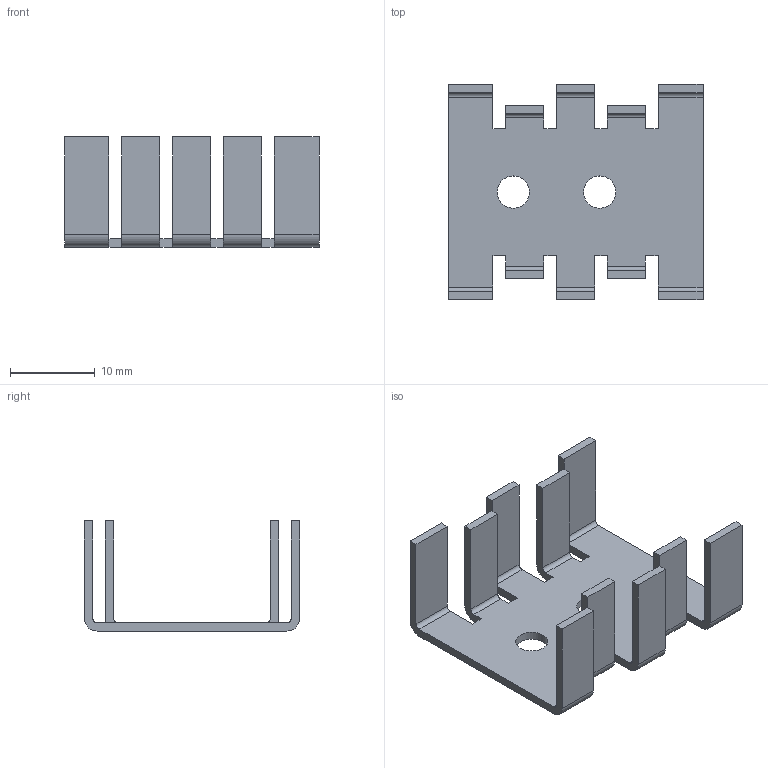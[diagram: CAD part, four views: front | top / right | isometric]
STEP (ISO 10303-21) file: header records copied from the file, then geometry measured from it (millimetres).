
FILE_DESCRIPTION((''),'2;1');
FILE_NAME('FK_214_SA_CB.stp','2014-02-26T13:44:38',('lochen'),(''),'Autodesk Inventor 2012','Autodesk Inventor 2012','');
FILE_SCHEMA(('AUTOMOTIVE_DESIGN { 1 0 10303 214 1 1 1 1 }'));
Length unit declared in the file: millimetre
Products named in the file (1): FK_214_SA_CB
Bounding box: 30 x 25.4 x 13 mm (x, y, z)
Volume: 1188.2 mm3; surface area: 2806.1 mm2
Topology: 1 solids, 1 shells, 80 faces, 234 edges, 156 vertices
Faces by surface type: plane 58, cylinder 22
Full cylindrical faces by diameter (mm): 3.8 x2
Entity records: 2753 total; most frequent: CARTESIAN_POINT 469, ORIENTED_EDGE 464, DIRECTION 438, EDGE_CURVE 232, VECTOR 188, LINE 188, VERTEX_POINT 156, AXIS2_PLACEMENT_3D 125
